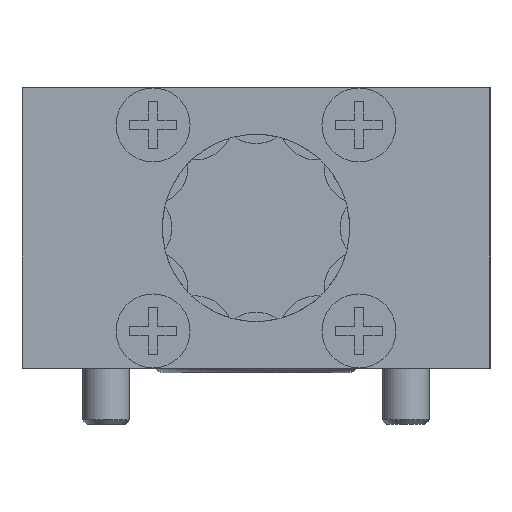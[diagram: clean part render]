
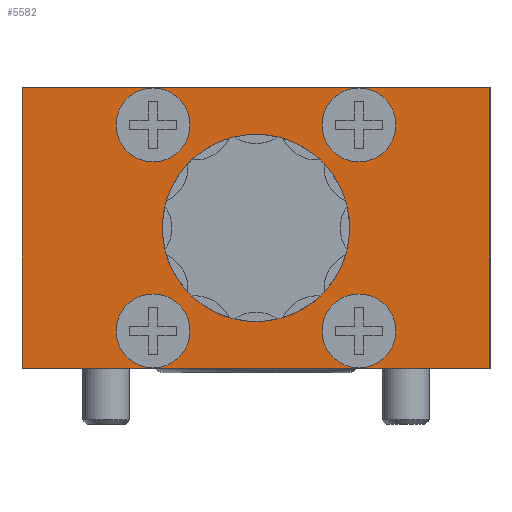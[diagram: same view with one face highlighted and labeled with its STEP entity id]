
A CAD part, left-side view. The second image highlights one B-rep face of the part: STEP entity #5582.
In plain terms, the highlighted planar face has unit normal (-1, 0, 0).
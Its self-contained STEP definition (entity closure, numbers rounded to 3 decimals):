
#469=LINE('',#12049,#880);
#655=LINE('',#12630,#1066);
#657=LINE('',#12634,#1068);
#659=LINE('',#12638,#1070);
#880=VECTOR('',#9233,1000.);
#1066=VECTOR('',#9759,1000.);
#1068=VECTOR('',#9763,1000.);
#1070=VECTOR('',#9767,1000.);
#1250=PLANE('',#8431);
#2684=ORIENTED_EDGE('',*,*,#3282,.F.);
#2685=ORIENTED_EDGE('',*,*,#3455,.T.);
#2686=ORIENTED_EDGE('',*,*,#3454,.T.);
#2687=ORIENTED_EDGE('',*,*,#3192,.T.);
#2688=ORIENTED_EDGE('',*,*,#3453,.T.);
#2689=ORIENTED_EDGE('',*,*,#3451,.T.);
#2690=ORIENTED_EDGE('',*,*,#3449,.T.);
#2691=ORIENTED_EDGE('',*,*,#3448,.T.);
#2692=ORIENTED_EDGE('',*,*,#3447,.T.);
#3192=EDGE_CURVE('',#4557,#4556,#469,.T.);
#3282=EDGE_CURVE('',#4622,#4622,#3644,.T.);
#3447=EDGE_CURVE('',#4734,#4734,#3654,.T.);
#3448=EDGE_CURVE('',#4735,#4735,#3655,.T.);
#3449=EDGE_CURVE('',#4736,#4557,#655,.T.);
#3451=EDGE_CURVE('',#4737,#4736,#657,.T.);
#3453=EDGE_CURVE('',#4556,#4737,#659,.T.);
#3454=EDGE_CURVE('',#4738,#4738,#3656,.T.);
#3455=EDGE_CURVE('',#4739,#4739,#3657,.T.);
#3644=CIRCLE('',#8344,8.);
#3654=CIRCLE('',#8421,3.95);
#3655=CIRCLE('',#8423,3.95);
#3656=CIRCLE('',#8428,3.95);
#3657=CIRCLE('',#8430,3.95);
#4117=EDGE_LOOP('',(#2684));
#4118=EDGE_LOOP('',(#2685));
#4119=EDGE_LOOP('',(#2686));
#4120=EDGE_LOOP('',(#2687,#2688,#2689,#2690));
#4121=EDGE_LOOP('',(#2691));
#4122=EDGE_LOOP('',(#2692));
#4556=VERTEX_POINT('',#12048);
#4557=VERTEX_POINT('',#12050);
#4622=VERTEX_POINT('',#12281);
#4734=VERTEX_POINT('',#12625);
#4735=VERTEX_POINT('',#12628);
#4736=VERTEX_POINT('',#12631);
#4737=VERTEX_POINT('',#12635);
#4738=VERTEX_POINT('',#12641);
#4739=VERTEX_POINT('',#12644);
#5229=FACE_BOUND('',#4117,.T.);
#5230=FACE_BOUND('',#4118,.T.);
#5231=FACE_BOUND('',#4119,.T.);
#5232=FACE_BOUND('',#4120,.T.);
#5233=FACE_BOUND('',#4121,.T.);
#5234=FACE_BOUND('',#4122,.T.);
#5582=ADVANCED_FACE('',(#5229,#5230,#5231,#5232,#5233,#5234),#1250,.T.);
#8344=AXIS2_PLACEMENT_3D('',#12280,#9442,#9443);
#8421=AXIS2_PLACEMENT_3D('',#12624,#9751,#9752);
#8423=AXIS2_PLACEMENT_3D('',#12627,#9755,#9756);
#8428=AXIS2_PLACEMENT_3D('',#12640,#9770,#9771);
#8430=AXIS2_PLACEMENT_3D('',#12643,#9774,#9775);
#8431=AXIS2_PLACEMENT_3D('',#12645,#9776,#9777);
#9233=DIRECTION('',(0.,0.,1.));
#9442=DIRECTION('',(-1.,0.,0.));
#9443=DIRECTION('',(0.,1.,0.));
#9751=DIRECTION('',(1.,0.,0.));
#9752=DIRECTION('',(0.,0.,-1.));
#9755=DIRECTION('',(1.,0.,0.));
#9756=DIRECTION('',(0.,0.,-1.));
#9759=DIRECTION('',(0.,-1.,0.));
#9763=DIRECTION('',(0.,0.,-1.));
#9767=DIRECTION('',(0.,1.,0.));
#9770=DIRECTION('',(1.,0.,0.));
#9771=DIRECTION('',(0.,0.,-1.));
#9774=DIRECTION('',(1.,0.,0.));
#9775=DIRECTION('',(0.,0.,-1.));
#9776=DIRECTION('',(-1.,0.,0.));
#9777=DIRECTION('',(0.,1.,0.));
#12048=CARTESIAN_POINT('',(-110.,-25.,15.));
#12049=CARTESIAN_POINT('',(-110.,-25.,-11.));
#12050=CARTESIAN_POINT('',(-110.,-25.,-15.));
#12280=CARTESIAN_POINT('',(-110.,0.,0.));
#12281=CARTESIAN_POINT('',(-110.,8.,0.));
#12624=CARTESIAN_POINT('',(-110.,-11.,-11.));
#12625=CARTESIAN_POINT('',(-110.,-11.,-14.95));
#12627=CARTESIAN_POINT('',(-110.,-11.,11.));
#12628=CARTESIAN_POINT('',(-110.,-11.,7.05));
#12630=CARTESIAN_POINT('',(-110.,18.,-15.));
#12631=CARTESIAN_POINT('',(-110.,25.,-15.));
#12634=CARTESIAN_POINT('',(-110.,25.,11.));
#12635=CARTESIAN_POINT('',(-110.,25.,15.));
#12638=CARTESIAN_POINT('',(-110.,-18.,15.));
#12640=CARTESIAN_POINT('',(-110.,11.,11.));
#12641=CARTESIAN_POINT('',(-110.,11.,7.05));
#12643=CARTESIAN_POINT('',(-110.,11.,-11.));
#12644=CARTESIAN_POINT('',(-110.,11.,-14.95));
#12645=CARTESIAN_POINT('',(-110.,-18.,11.));
